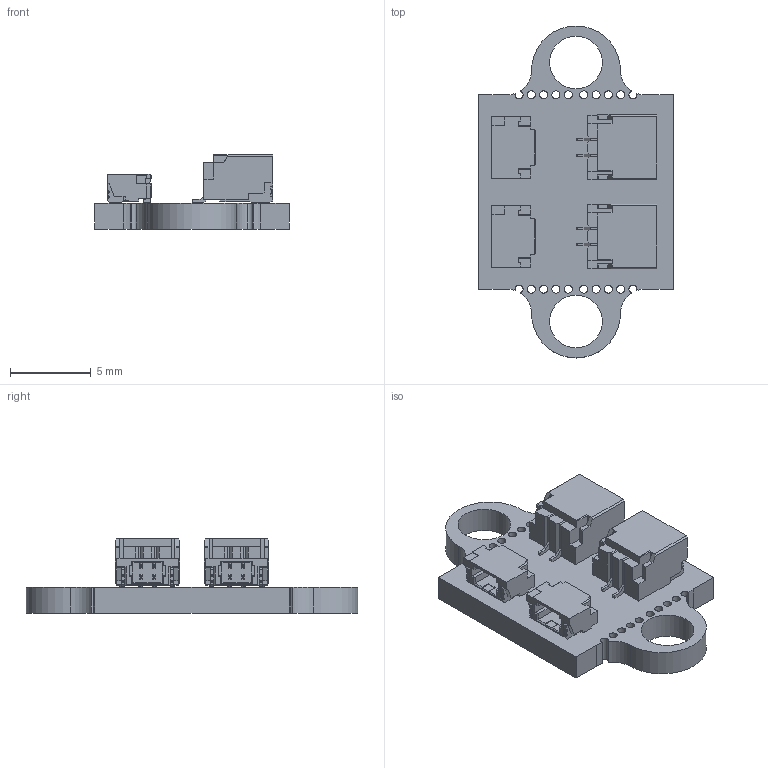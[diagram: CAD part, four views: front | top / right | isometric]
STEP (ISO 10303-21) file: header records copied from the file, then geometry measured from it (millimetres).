
FILE_DESCRIPTION(('KiCad electronic assembly'),'2;1');
FILE_NAME('BRANCH33 V2R0.step','2024-11-12T21:25:41',('Pcbnew'),('Kicad' ),'Open CASCADE STEP processor 7.8','KiCad to STEP converter', 'Unknown');
FILE_SCHEMA(('AUTOMOTIVE_DESIGN { 1 0 10303 214 1 1 1 1 }'));
Length unit declared in the file: millimetre
Products named in the file (6): BRANCH33 V2R0 1; SM02B-SURS-TF-LF--SN---3DModel-STEP-1; SM02B-SURS-TF(LF)(SN); SM02B-SRSS-TB-LF--SN---3DModel-STEP-56544; SM02B-SRSS-TB(LF)(SN); _autosave-BRANCH33 V2R0_PCB
Assembly tree (7 placements, depth 3):
  BRANCH33 V2R0 1
    SM02B-SURS-TF-LF--SN---3DModel-STEP-1  x2
      SM02B-SURS-TF(LF)(SN)
    SM02B-SRSS-TB-LF--SN---3DModel-STEP-56544  x2
      SM02B-SRSS-TB(LF)(SN)
    _autosave-BRANCH33 V2R0_PCB
Bounding box: 12 x 20.5 x 4.6 mm (x, y, z)
Volume: 344.2 mm3; surface area: 941.5 mm2
Topology: 21 solids, 21 shells, 886 faces, 2472 edges, 1612 vertices
Faces by surface type: plane 792, cylinder 94
Full cylindrical faces by diameter (mm): 0.5 x16, 3.25 x2
Entity records: 14883 total; most frequent: CARTESIAN_POINT 2614, ORIENTED_EDGE 2592, DIRECTION 2368, EDGE_CURVE 1296, LINE 1168, VECTOR 1168, VERTEX_POINT 846, AXIS2_PLACEMENT_3D 600
